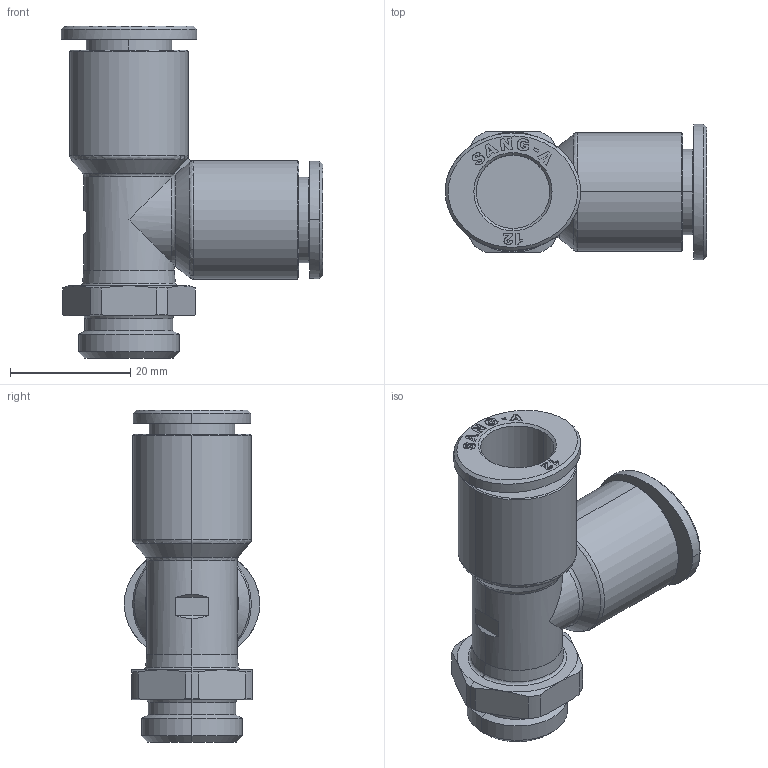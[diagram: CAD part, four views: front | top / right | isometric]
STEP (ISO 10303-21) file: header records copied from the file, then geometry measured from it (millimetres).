
FILE_DESCRIPTION((''),'2;1');
FILE_NAME('GPST 12G03(3D).stp','2012-12-26T18:42:38',(''),(''),'Mechanical Desktop.R8.0.24.0','Mechanical Desktop.R8.0.24.0',', , ');
FILE_SCHEMA(('CONFIG_CONTROL_DESIGN'));
Length unit declared in the file: millimetre
Products named in the file (3): GPST 12G03(3D); 睡ヶ1; RM_SDB
Assembly tree (2 placements, depth 2):
  GPST 12G03(3D)
    睡ヶ1
    RM_SDB
Bounding box: 43.45 x 22.5 x 55.15 mm (x, y, z)
Volume: 14737.4 mm3; surface area: 8356 mm2
Topology: 1 solids, 1 shells, 792 faces, 2241 edges, 1479 vertices
Faces by surface type: plane 688, cone 46, cylinder 32, bspline 22, torus 4
Entity records: 26432 total; most frequent: CARTESIAN_POINT 5901, ORIENTED_EDGE 4478, DIRECTION 3849, EDGE_CURVE 2239, VECTOR 2027, LINE 2027, VERTEX_POINT 1479, AXIS2_PLACEMENT_3D 911
